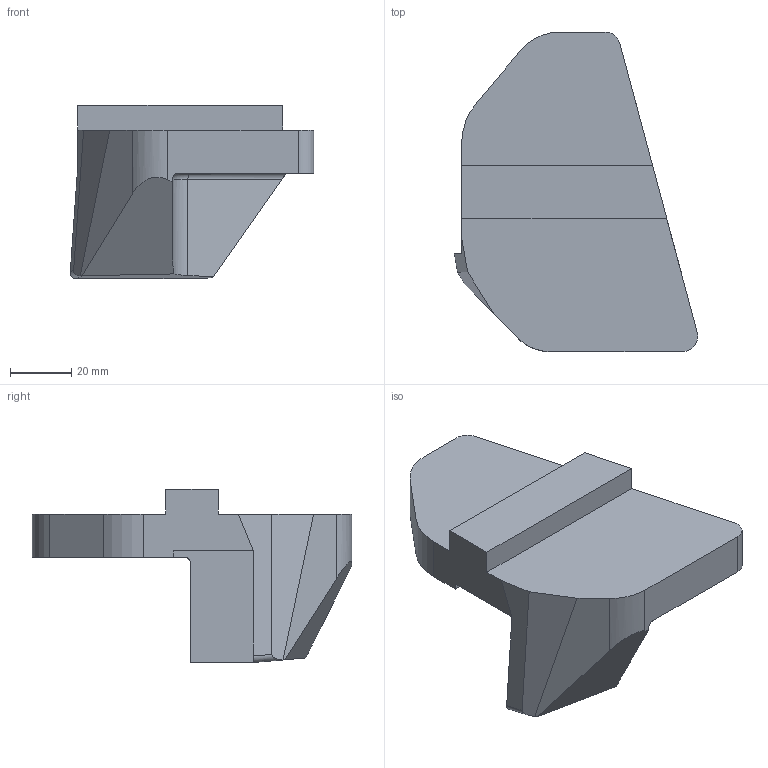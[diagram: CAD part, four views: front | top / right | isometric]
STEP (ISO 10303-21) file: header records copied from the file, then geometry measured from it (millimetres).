
FILE_DESCRIPTION(/* description */ (''),/* implementation_level */ '2;1');
FILE_NAME(/* name */ '1545060477872.stp',/* time_stamp */ '2018-12-17T16:28:13+01:00',/* author */ (''),/* organization */ ('SMS'),/* preprocessor_version */ 'ST-DEVELOPER v15',/* originating_system */ 'SIEMENS PLM Software NX 8.5',/* authorisation */ '');
FILE_SCHEMA (('AUTOMOTIVE_DESIGN { 1 0 10303 214 3 1 1 1 }'));
Length unit declared in the file: millimetre
Products named in the file (1): 111169503mod000_01
Bounding box: 79.22 x 104 x 56.3 mm (x, y, z)
Volume: 131332.1 mm3; surface area: 23077.1 mm2
Topology: 1 solids, 1 shells, 40 faces, 107 edges, 72 vertices
Faces by surface type: plane 29, cylinder 10, torus 1
Entity records: 1308 total; most frequent: CARTESIAN_POINT 226, DIRECTION 217, ORIENTED_EDGE 214, EDGE_CURVE 107, LINE 83, VECTOR 83, VERTEX_POINT 69, AXIS2_PLACEMENT_3D 67
